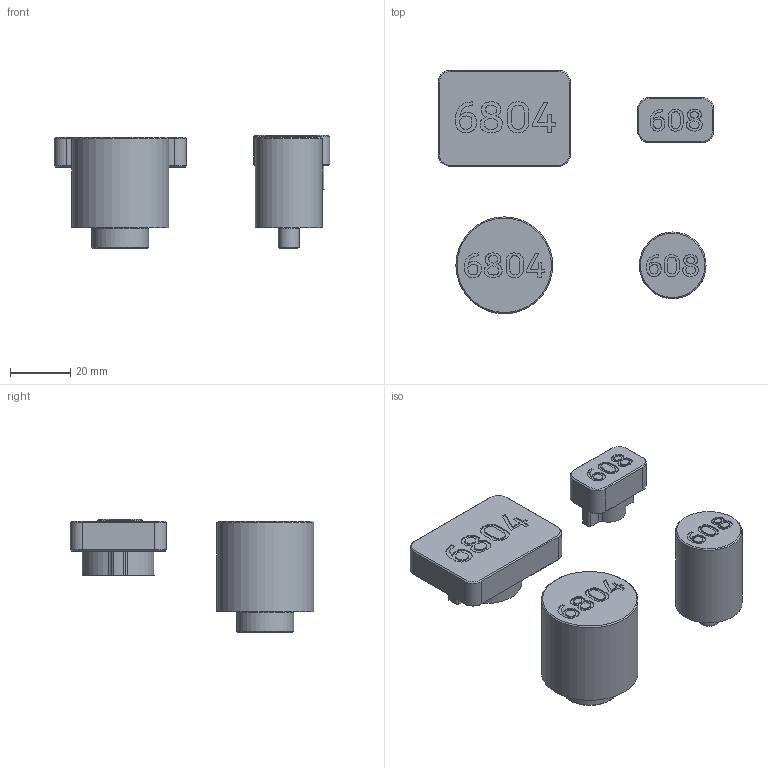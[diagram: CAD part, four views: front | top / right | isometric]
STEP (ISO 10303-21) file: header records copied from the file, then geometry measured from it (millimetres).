
FILE_DESCRIPTION(/* description */ (''),/* implementation_level */ '2;1');
FILE_NAME(/* name */ 'bearing_helpers.step',/* time_stamp */ '2023-09-23T19:10:50+12:00',/* author */ (''),/* organization */ (''),/* preprocessor_version */ 'ST-DEVELOPER v20',/* originating_system */ 'Autodesk Translation Framework v12.9.0.99',/* authorisation */ '');
FILE_SCHEMA (('AUTOMOTIVE_DESIGN { 1 0 10303 214 3 1 1 }'));
Length unit declared in the file: millimetre
Products named in the file (5): bearing_helpers; 6804_bearing_eject_helper; 608_bearing_eject_helper; 6804_bearing_press_helper; 608_press_helper
Assembly tree (4 placements, depth 2):
  bearing_helpers
    6804_bearing_eject_helper
    608_bearing_eject_helper
    6804_bearing_press_helper
    608_press_helper
Bounding box: 91.69 x 80.99 x 37.71 mm (x, y, z)
Volume: 60792.6 mm3; surface area: 15033.2 mm2
Topology: 4 solids, 4 shells, 530 faces, 1426 edges, 938 vertices
Faces by surface type: bspline 292, plane 180, cylinder 36, cone 20, torus 2
Full cylindrical faces by diameter (mm): 7 x1, 19 x1, 22.2 x1, 32.2 x1
Entity records: 19351 total; most frequent: CARTESIAN_POINT 7867, ORIENTED_EDGE 2852, DIRECTION 1432, EDGE_CURVE 1426, VERTEX_POINT 938, LINE 746, VECTOR 746, B_SPLINE_CURVE_WITH_KNOTS 584
